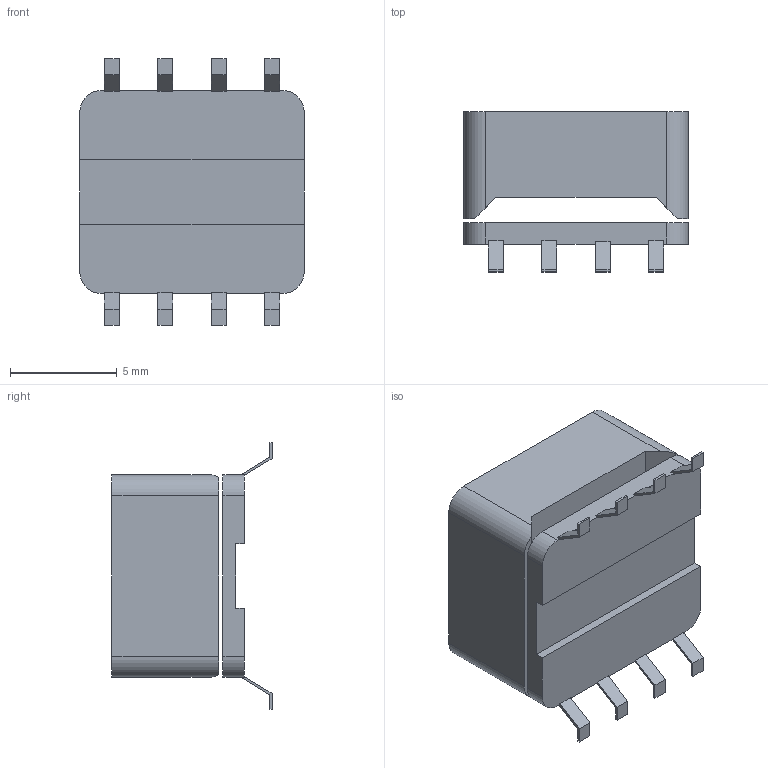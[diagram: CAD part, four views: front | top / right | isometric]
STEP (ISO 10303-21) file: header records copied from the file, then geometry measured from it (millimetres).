
FILE_DESCRIPTION((''),'2;1');
FILE_NAME('SRR0908','2012-07-11T',('ryans'),('Bourns, Inc.'),'PRO/ENGINEER BY PARAMETRIC TECHNOLOGY CORPORATION, 2010100','PRO/ENGINEER BY PARAMETRIC TECHNOLOGY CORPORATION, 2010100','');
FILE_SCHEMA(('CONFIG_CONTROL_DESIGN'));
Length unit declared in the file: millimetre
Products named in the file (1): SRR0908
Bounding box: 10.5 x 7.5 x 12.5 mm (x, y, z)
Volume: 496.1 mm3; surface area: 703.5 mm2
Topology: 2 solids, 2 shells, 90 faces, 252 edges, 168 vertices
Faces by surface type: plane 78, cylinder 12
Entity records: 2900 total; most frequent: CARTESIAN_POINT 522, ORIENTED_EDGE 504, DIRECTION 452, EDGE_CURVE 252, VECTOR 224, LINE 224, VERTEX_POINT 168, AXIS2_PLACEMENT_3D 114
